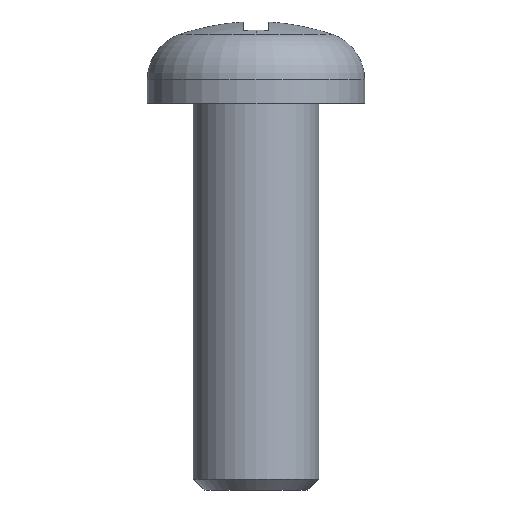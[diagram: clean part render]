
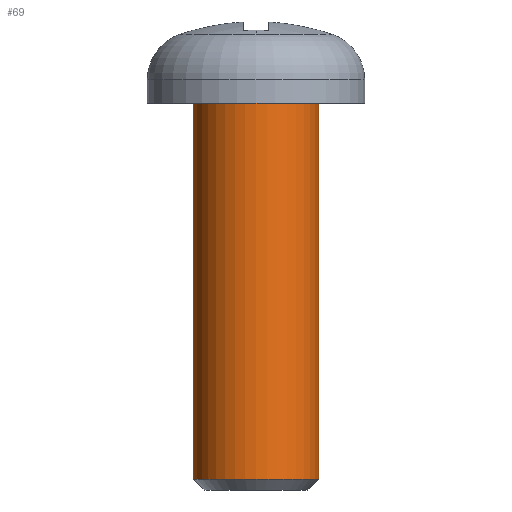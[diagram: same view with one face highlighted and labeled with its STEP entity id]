
A CAD part, front view. The second image highlights one B-rep face of the part: STEP entity #69.
In plain terms, the highlighted cylindrical face has radius 1.3 mm (diameter 2.6 mm), a partial arc.
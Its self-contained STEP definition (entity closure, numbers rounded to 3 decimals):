
#32 = EDGE_CURVE ( 'NONE', #509, #506, #808, .T. ) ;
#36 = ORIENTED_EDGE ( 'NONE', *, *, #71, .F. ) ;
#49 = ORIENTED_EDGE ( 'NONE', *, *, #223, .F. ) ;
#53 = ORIENTED_EDGE ( 'NONE', *, *, #32, .T. ) ;
#54 = ORIENTED_EDGE ( 'NONE', *, *, #139, .T. ) ;
#59 = EDGE_LOOP ( 'NONE', ( #49, #53, #54, #36 ) ) ;
#69 = ADVANCED_FACE ( 'NONE', ( #647 ), #646, .T. ) ;
#71 = EDGE_CURVE ( 'NONE', #225, #144, #655, .T. ) ;
#139 = EDGE_CURVE ( 'NONE', #506, #144, #744, .T. ) ;
#144 = VERTEX_POINT ( 'NONE', #765 ) ;
#223 = EDGE_CURVE ( 'NONE', #509, #225, #559, .T. ) ;
#225 = VERTEX_POINT ( 'NONE', #259 ) ;
#253 = CARTESIAN_POINT ( 'NONE',  ( -1.3, 0., -7.775 ) ) ;
#258 = CARTESIAN_POINT ( 'NONE',  ( 1.3, 0., -7.775 ) ) ;
#259 = CARTESIAN_POINT ( 'NONE',  ( -1.3, 0., 0. ) ) ;
#506 = VERTEX_POINT ( 'NONE', #258 ) ;
#509 = VERTEX_POINT ( 'NONE', #253 ) ;
#559 = LINE ( 'NONE', #561, #560 ) ;
#560 = VECTOR ( 'NONE', #562, 1000. ) ;
#561 = CARTESIAN_POINT ( 'NONE',  ( -1.3, 0., 33.736 ) ) ;
#562 = DIRECTION ( 'NONE',  ( 0., 0., 1. ) ) ;
#628 = CARTESIAN_POINT ( 'NONE',  ( 0., 0., 33.736 ) ) ;
#629 = AXIS2_PLACEMENT_3D ( 'NONE', #628, #630, #635 ) ;
#630 = DIRECTION ( 'NONE',  ( 0., 0., 1. ) ) ;
#635 = DIRECTION ( 'NONE',  ( 1., 0., 0. ) ) ;
#646 = CYLINDRICAL_SURFACE ( 'NONE', #629, 1.3 ) ;
#647 = FACE_OUTER_BOUND ( 'NONE', #59, .T. ) ;
#648 = CARTESIAN_POINT ( 'NONE',  ( 0., 0., 0. ) ) ;
#651 = DIRECTION ( 'NONE',  ( 1., 0., 0. ) ) ;
#653 = DIRECTION ( 'NONE',  ( 0., 0., 1. ) ) ;
#654 = AXIS2_PLACEMENT_3D ( 'NONE', #648, #653, #651 ) ;
#655 = CIRCLE ( 'NONE', #654, 1.3 ) ;
#741 = DIRECTION ( 'NONE',  ( 0., 0., 1. ) ) ;
#742 = VECTOR ( 'NONE', #741, 1000. ) ;
#743 = CARTESIAN_POINT ( 'NONE',  ( 1.3, 0., 33.736 ) ) ;
#744 = LINE ( 'NONE', #743, #742 ) ;
#765 = CARTESIAN_POINT ( 'NONE',  ( 1.3, 0., 0. ) ) ;
#807 = AXIS2_PLACEMENT_3D ( 'NONE', #814, #813, #812 ) ;
#808 = CIRCLE ( 'NONE', #807, 1.3 ) ;
#812 = DIRECTION ( 'NONE',  ( 1., 0., 0. ) ) ;
#813 = DIRECTION ( 'NONE',  ( 0., 0., 1. ) ) ;
#814 = CARTESIAN_POINT ( 'NONE',  ( 0., 0., -7.775 ) ) ;
